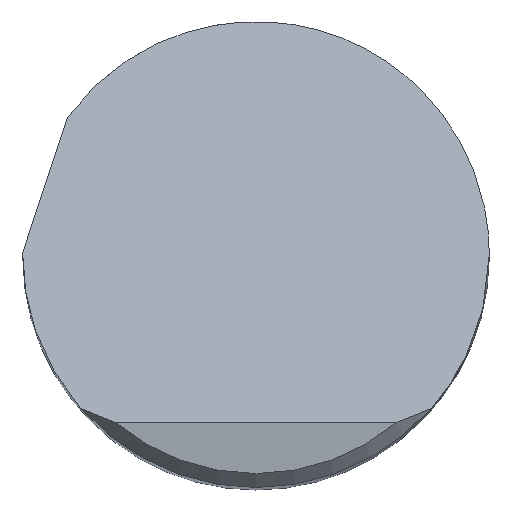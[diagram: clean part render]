
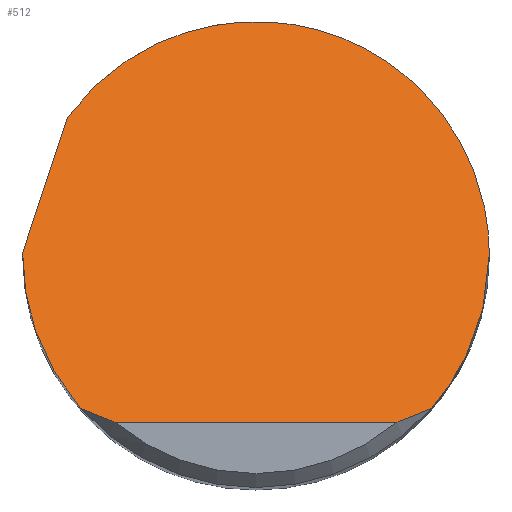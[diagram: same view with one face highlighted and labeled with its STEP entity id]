
A CAD part, top view. The second image highlights one B-rep face of the part: STEP entity #512.
In plain terms, the highlighted planar face has unit normal (0, 0.707, 0.707).
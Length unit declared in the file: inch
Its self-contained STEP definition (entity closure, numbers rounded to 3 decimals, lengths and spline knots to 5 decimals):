
#16 = CARTESIAN_POINT ( 'NONE',  ( 0.18782, -0.165, 2.485 ) ) ;
#17 = CARTESIAN_POINT ( 'NONE',  ( -0.18782, -0.165, 2.485 ) ) ;
#25 = CARTESIAN_POINT ( 'NONE',  ( 0.17589, -0.1704, 2.4904 ) ) ;
#27 = DIRECTION ( 'NONE',  ( 0., -0.707, -0.707 ) ) ;
#29 = CARTESIAN_POINT ( 'NONE',  ( 0.18782, -0.165, 2.485 ) ) ;
#30 = B_SPLINE_CURVE_WITH_KNOTS ( 'NONE', 3,
 ( #17, #326, #209, #532 ),
 .UNSPECIFIED., .F., .F.,
 ( 4, 4 ),
 ( 0., 0.00108 ),
 .UNSPECIFIED. ) ;
#31 = CARTESIAN_POINT ( 'NONE',  ( 0.25, 0., 2.32 ) ) ;
#37 = CARTESIAN_POINT ( 'NONE',  ( -0.25, 0.00133, 2.31867 ) ) ;
#38 = ORIENTED_EDGE ( 'NONE', *, *, #517, .F. ) ;
#42 = LINE ( 'NONE', #672, #73 ) ;
#52 = VERTEX_POINT ( 'NONE', #31 ) ;
#70 = CARTESIAN_POINT ( 'NONE',  ( 0.16367, -0.17542, 2.49542 ) ) ;
#73 = VECTOR ( 'NONE', #162, 39.37008 ) ;
#79 =( BOUNDED_CURVE ( )  B_SPLINE_CURVE ( 3, ( #504, #725, #713, #595 ),
 .UNSPECIFIED., .F., .T. ) 
 B_SPLINE_CURVE_WITH_KNOTS ( ( 4, 4 ),
 ( 3.99157, 4.71239 ),
 .UNSPECIFIED. ) 
 CURVE ( )  GEOMETRIC_REPRESENTATION_ITEM ( )  RATIONAL_B_SPLINE_CURVE ( ( 1., 0.957, 0.957, 1. ) ) 
 REPRESENTATION_ITEM ( '' )  );
#84 = CARTESIAN_POINT ( 'NONE',  ( 0.22834, -0.11887, 2.43887 ) ) ;
#117 = ORIENTED_EDGE ( 'NONE', *, *, #698, .T. ) ;
#123 = VERTEX_POINT ( 'NONE', #446 ) ;
#131 = EDGE_CURVE ( 'NONE', #542, #52, #290, .T. ) ;
#142 = ORIENTED_EDGE ( 'NONE', *, *, #447, .T. ) ;
#160 = CARTESIAN_POINT ( 'NONE',  ( -0.20198, 0.14732, 2.17268 ) ) ;
#162 = DIRECTION ( 'NONE',  ( 0.227, 0.689, -0.689 ) ) ;
#172 = EDGE_CURVE ( 'NONE', #303, #542, #42, .T. ) ;
#176 = CARTESIAN_POINT ( 'NONE',  ( -0.15108, -0.18, 2.5 ) ) ;
#183 = VERTEX_POINT ( 'NONE', #176 ) ;
#184 =( BOUNDED_CURVE ( )  B_SPLINE_CURVE ( 3, ( #604, #438, #37, #662 ),
 .UNSPECIFIED., .F., .F. ) 
 B_SPLINE_CURVE_WITH_KNOTS ( ( 4, 4 ),
 ( 4.71239, 4.72039 ),
 .UNSPECIFIED. ) 
 CURVE ( )  GEOMETRIC_REPRESENTATION_ITEM ( )  RATIONAL_B_SPLINE_CURVE ( ( 1., 1., 1., 1. ) ) 
 REPRESENTATION_ITEM ( '' )  );
#209 = CARTESIAN_POINT ( 'NONE',  ( -0.16367, -0.17542, 2.49542 ) ) ;
#224 = VERTEX_POINT ( 'NONE', #364 ) ;
#231 = ORIENTED_EDGE ( 'NONE', *, *, #749, .F. ) ;
#235 = ORIENTED_EDGE ( 'NONE', *, *, #172, .F. ) ;
#257 = CARTESIAN_POINT ( 'NONE',  ( 0., -0.18, 2.5 ) ) ;
#274 = B_SPLINE_CURVE_WITH_KNOTS ( 'NONE', 3,
 ( #540, #70, #25, #29 ),
 .UNSPECIFIED., .F., .F.,
 ( 4, 4 ),
 ( 0., 0.00108 ),
 .UNSPECIFIED. ) ;
#290 =( BOUNDED_CURVE ( )  B_SPLINE_CURVE ( 3, ( #510, #730, #342, #389 ),
 .UNSPECIFIED., .F., .T. ) 
 B_SPLINE_CURVE_WITH_KNOTS ( ( 4, 4 ),
 ( 5.34257, 7.85398 ),
 .UNSPECIFIED. ) 
 CURVE ( )  GEOMETRIC_REPRESENTATION_ITEM ( )  RATIONAL_B_SPLINE_CURVE ( ( 1., 0.54, 0.54, 1. ) ) 
 REPRESENTATION_ITEM ( '' )  );
#303 = VERTEX_POINT ( 'NONE', #747 ) ;
#304 = LINE ( 'NONE', #257, #746 ) ;
#319 = CARTESIAN_POINT ( 'NONE',  ( 0.25, -0.06141, 2.38141 ) ) ;
#324 = CARTESIAN_POINT ( 'NONE',  ( 0.15108, -0.18, 2.5 ) ) ;
#325 = PLANE ( 'NONE',  #650 ) ;
#326 = CARTESIAN_POINT ( 'NONE',  ( -0.17589, -0.1704, 2.4904 ) ) ;
#338 = ORIENTED_EDGE ( 'NONE', *, *, #131, .F. ) ;
#342 = CARTESIAN_POINT ( 'NONE',  ( 0.25, 0.29348, 2.02652 ) ) ;
#364 = CARTESIAN_POINT ( 'NONE',  ( -0.25, 0., 2.32 ) ) ;
#385 = CARTESIAN_POINT ( 'NONE',  ( 0.25, 0., 2.32 ) ) ;
#389 = CARTESIAN_POINT ( 'NONE',  ( 0.25, 0., 2.32 ) ) ;
#415 = EDGE_CURVE ( 'NONE', #687, #123, #274, .T. ) ;
#420 =( BOUNDED_CURVE ( )  B_SPLINE_CURVE ( 3, ( #385, #319, #84, #16 ),
 .UNSPECIFIED., .F., .T. ) 
 B_SPLINE_CURVE_WITH_KNOTS ( ( 4, 4 ),
 ( 1.5708, 2.29162 ),
 .UNSPECIFIED. ) 
 CURVE ( )  GEOMETRIC_REPRESENTATION_ITEM ( )  RATIONAL_B_SPLINE_CURVE ( ( 1., 0.957, 0.957, 1. ) ) 
 REPRESENTATION_ITEM ( '' )  );
#429 = DIRECTION ( 'NONE',  ( 1., 0., 0. ) ) ;
#434 = CARTESIAN_POINT ( 'NONE',  ( -0.25, -0.18, 2.5 ) ) ;
#438 = CARTESIAN_POINT ( 'NONE',  ( -0.25, 0.00067, 2.31933 ) ) ;
#442 = EDGE_LOOP ( 'NONE', ( #117, #528, #38, #338, #235, #231, #732, #142 ) ) ;
#446 = CARTESIAN_POINT ( 'NONE',  ( 0.18782, -0.165, 2.485 ) ) ;
#447 = EDGE_CURVE ( 'NONE', #622, #183, #30, .T. ) ;
#448 = FACE_OUTER_BOUND ( 'NONE', #442, .T. ) ;
#504 = CARTESIAN_POINT ( 'NONE',  ( -0.18782, -0.165, 2.485 ) ) ;
#510 = CARTESIAN_POINT ( 'NONE',  ( -0.20198, 0.14732, 2.17268 ) ) ;
#512 = ADVANCED_FACE ( 'NONE', ( #448 ), #325, .F. ) ;
#517 = EDGE_CURVE ( 'NONE', #52, #123, #420, .T. ) ;
#528 = ORIENTED_EDGE ( 'NONE', *, *, #415, .T. ) ;
#532 = CARTESIAN_POINT ( 'NONE',  ( -0.15108, -0.18, 2.5 ) ) ;
#540 = CARTESIAN_POINT ( 'NONE',  ( 0.15108, -0.18, 2.5 ) ) ;
#542 = VERTEX_POINT ( 'NONE', #160 ) ;
#580 = EDGE_CURVE ( 'NONE', #622, #224, #79, .T. ) ;
#588 = CARTESIAN_POINT ( 'NONE',  ( -0.18782, -0.165, 2.485 ) ) ;
#595 = CARTESIAN_POINT ( 'NONE',  ( -0.25, 0., 2.32 ) ) ;
#596 = DIRECTION ( 'NONE',  ( 0., 0.707, -0.707 ) ) ;
#604 = CARTESIAN_POINT ( 'NONE',  ( -0.25, 0., 2.32 ) ) ;
#622 = VERTEX_POINT ( 'NONE', #588 ) ;
#650 = AXIS2_PLACEMENT_3D ( 'NONE', #434, #27, #596 ) ;
#662 = CARTESIAN_POINT ( 'NONE',  ( -0.24999, 0.002, 2.318 ) ) ;
#672 = CARTESIAN_POINT ( 'NONE',  ( -0.30701, -0.17058, 2.49058 ) ) ;
#687 = VERTEX_POINT ( 'NONE', #324 ) ;
#698 = EDGE_CURVE ( 'NONE', #183, #687, #304, .T. ) ;
#713 = CARTESIAN_POINT ( 'NONE',  ( -0.25, -0.06141, 2.38141 ) ) ;
#725 = CARTESIAN_POINT ( 'NONE',  ( -0.22834, -0.11887, 2.43887 ) ) ;
#730 = CARTESIAN_POINT ( 'NONE',  ( -0.02903, 0.38443, 1.93557 ) ) ;
#732 = ORIENTED_EDGE ( 'NONE', *, *, #580, .F. ) ;
#746 = VECTOR ( 'NONE', #429, 39.37008 ) ;
#747 = CARTESIAN_POINT ( 'NONE',  ( -0.24999, 0.002, 2.318 ) ) ;
#749 = EDGE_CURVE ( 'NONE', #224, #303, #184, .T. ) ;
